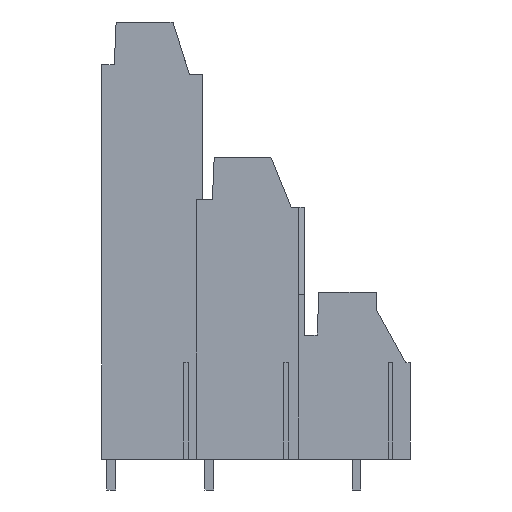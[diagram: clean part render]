
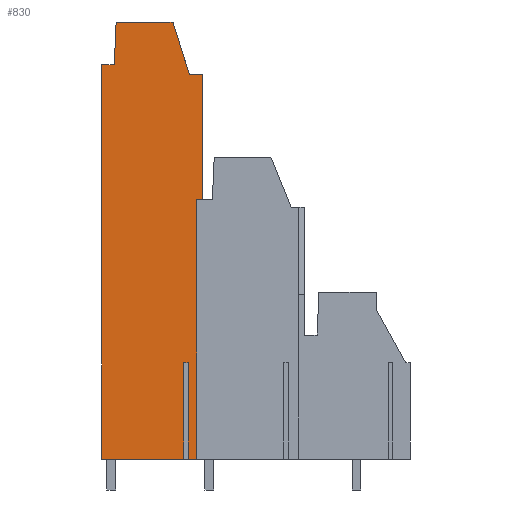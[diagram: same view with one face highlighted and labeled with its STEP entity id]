
A CAD part, left-side view. The second image highlights one B-rep face of the part: STEP entity #830.
In plain terms, the highlighted planar face has unit normal (-1, 0, 0).
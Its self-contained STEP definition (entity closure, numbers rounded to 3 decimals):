
#737=AXIS2_PLACEMENT_3D('Plane Axis2P3D',#734,#735,#736) ;
#107=CARTESIAN_POINT('Vertex',(2.54,24.592,48.47)) ;
#123=CARTESIAN_POINT('Vertex',(2.54,30.488,48.47)) ;
#126=CARTESIAN_POINT('Line Origine',(2.54,41.393,48.47)) ;
#341=CARTESIAN_POINT('Line Origine',(2.54,23.745,45.735)) ;
#345=CARTESIAN_POINT('Vertex',(2.54,22.898,43.)) ;
#708=CARTESIAN_POINT('Line Origine',(2.54,30.584,46.26)) ;
#712=CARTESIAN_POINT('Vertex',(2.54,30.681,44.05)) ;
#734=CARTESIAN_POINT('Axis2P3D Location',(2.54,21.84,31.2)) ;
#739=CARTESIAN_POINT('Line Origine',(2.54,21.811,30.05)) ;
#743=CARTESIAN_POINT('Vertex',(2.54,21.49,30.05)) ;
#745=CARTESIAN_POINT('Vertex',(2.54,22.131,30.05)) ;
#748=CARTESIAN_POINT('Line Origine',(2.54,21.49,36.525)) ;
#752=CARTESIAN_POINT('Vertex',(2.54,21.49,43.)) ;
#755=CARTESIAN_POINT('Line Origine',(2.54,22.194,43.)) ;
#760=CARTESIAN_POINT('Line Origine',(2.54,31.34,44.05)) ;
#764=CARTESIAN_POINT('Vertex',(2.54,32.,44.05)) ;
#767=CARTESIAN_POINT('Line Origine',(2.54,32.,23.625)) ;
#771=CARTESIAN_POINT('Vertex',(2.54,32.,3.2)) ;
#774=CARTESIAN_POINT('Line Origine',(2.54,27.738,3.2)) ;
#778=CARTESIAN_POINT('Vertex',(2.54,23.475,3.2)) ;
#781=CARTESIAN_POINT('Line Origine',(2.54,23.475,8.2)) ;
#785=CARTESIAN_POINT('Vertex',(2.54,23.475,13.2)) ;
#788=CARTESIAN_POINT('Line Origine',(2.54,23.25,13.2)) ;
#792=CARTESIAN_POINT('Vertex',(2.54,23.025,13.2)) ;
#795=CARTESIAN_POINT('Line Origine',(2.54,23.025,8.2)) ;
#799=CARTESIAN_POINT('Vertex',(2.54,23.025,3.2)) ;
#802=CARTESIAN_POINT('Line Origine',(2.54,22.578,3.2)) ;
#806=CARTESIAN_POINT('Vertex',(2.54,22.131,3.2)) ;
#809=CARTESIAN_POINT('Line Origine',(2.54,22.131,16.625)) ;
#127=DIRECTION('Vector Direction',(0.,1.,0.)) ;
#342=DIRECTION('Vector Direction',(0.,-0.296,-0.955)) ;
#709=DIRECTION('Vector Direction',(0.,0.044,-0.999)) ;
#735=DIRECTION('Axis2P3D Direction',(1.,0.,0.)) ;
#736=DIRECTION('Axis2P3D XDirection',(0.,1.,0.)) ;
#740=DIRECTION('Vector Direction',(0.,1.,0.)) ;
#749=DIRECTION('Vector Direction',(0.,0.,1.)) ;
#756=DIRECTION('Vector Direction',(0.,-1.,0.)) ;
#761=DIRECTION('Vector Direction',(0.,-1.,0.)) ;
#768=DIRECTION('Vector Direction',(0.,0.,1.)) ;
#775=DIRECTION('Vector Direction',(0.,1.,0.)) ;
#782=DIRECTION('Vector Direction',(0.,0.,1.)) ;
#789=DIRECTION('Vector Direction',(0.,-1.,0.)) ;
#796=DIRECTION('Vector Direction',(0.,0.,1.)) ;
#803=DIRECTION('Vector Direction',(0.,1.,0.)) ;
#810=DIRECTION('Vector Direction',(0.,0.,-1.)) ;
#128=VECTOR('Line Direction',#127,1.) ;
#343=VECTOR('Line Direction',#342,1.) ;
#710=VECTOR('Line Direction',#709,1.) ;
#741=VECTOR('Line Direction',#740,1.) ;
#750=VECTOR('Line Direction',#749,1.) ;
#757=VECTOR('Line Direction',#756,1.) ;
#762=VECTOR('Line Direction',#761,1.) ;
#769=VECTOR('Line Direction',#768,1.) ;
#776=VECTOR('Line Direction',#775,1.) ;
#783=VECTOR('Line Direction',#782,1.) ;
#790=VECTOR('Line Direction',#789,1.) ;
#797=VECTOR('Line Direction',#796,1.) ;
#804=VECTOR('Line Direction',#803,1.) ;
#811=VECTOR('Line Direction',#810,1.) ;
#815=ORIENTED_EDGE('',*,*,#747,.F.) ;
#816=ORIENTED_EDGE('',*,*,#754,.T.) ;
#817=ORIENTED_EDGE('',*,*,#759,.F.) ;
#818=ORIENTED_EDGE('',*,*,#347,.F.) ;
#819=ORIENTED_EDGE('',*,*,#130,.T.) ;
#820=ORIENTED_EDGE('',*,*,#714,.F.) ;
#821=ORIENTED_EDGE('',*,*,#766,.F.) ;
#822=ORIENTED_EDGE('',*,*,#773,.F.) ;
#823=ORIENTED_EDGE('',*,*,#780,.F.) ;
#824=ORIENTED_EDGE('',*,*,#787,.T.) ;
#825=ORIENTED_EDGE('',*,*,#794,.T.) ;
#826=ORIENTED_EDGE('',*,*,#801,.F.) ;
#827=ORIENTED_EDGE('',*,*,#808,.F.) ;
#828=ORIENTED_EDGE('',*,*,#813,.F.) ;
#830=ADVANCED_FACE('housing',(#829),#738,.F.) ;
#130=EDGE_CURVE('',#108,#124,#129,.T.) ;
#347=EDGE_CURVE('',#108,#346,#344,.T.) ;
#714=EDGE_CURVE('',#713,#124,#711,.F.) ;
#747=EDGE_CURVE('',#744,#746,#742,.T.) ;
#754=EDGE_CURVE('',#744,#753,#751,.T.) ;
#759=EDGE_CURVE('',#346,#753,#758,.T.) ;
#766=EDGE_CURVE('',#765,#713,#763,.T.) ;
#773=EDGE_CURVE('',#772,#765,#770,.T.) ;
#780=EDGE_CURVE('',#779,#772,#777,.T.) ;
#787=EDGE_CURVE('',#779,#786,#784,.T.) ;
#794=EDGE_CURVE('',#786,#793,#791,.T.) ;
#801=EDGE_CURVE('',#800,#793,#798,.T.) ;
#808=EDGE_CURVE('',#807,#800,#805,.T.) ;
#813=EDGE_CURVE('',#746,#807,#812,.T.) ;
#814=EDGE_LOOP('',(#815,#816,#817,#818,#819,#820,#821,#822,#823,#824,#825,#826,#827,#828)) ;
#829=FACE_OUTER_BOUND('',#814,.T.) ;
#129=LINE('Line',#126,#128) ;
#344=LINE('Line',#341,#343) ;
#711=LINE('Line',#708,#710) ;
#742=LINE('Line',#739,#741) ;
#751=LINE('Line',#748,#750) ;
#758=LINE('Line',#755,#757) ;
#763=LINE('Line',#760,#762) ;
#770=LINE('Line',#767,#769) ;
#777=LINE('Line',#774,#776) ;
#784=LINE('Line',#781,#783) ;
#791=LINE('Line',#788,#790) ;
#798=LINE('Line',#795,#797) ;
#805=LINE('Line',#802,#804) ;
#812=LINE('Line',#809,#811) ;
#738=PLANE('',#737) ;
#108=VERTEX_POINT('',#107) ;
#124=VERTEX_POINT('',#123) ;
#346=VERTEX_POINT('',#345) ;
#713=VERTEX_POINT('',#712) ;
#744=VERTEX_POINT('',#743) ;
#746=VERTEX_POINT('',#745) ;
#753=VERTEX_POINT('',#752) ;
#765=VERTEX_POINT('',#764) ;
#772=VERTEX_POINT('',#771) ;
#779=VERTEX_POINT('',#778) ;
#786=VERTEX_POINT('',#785) ;
#793=VERTEX_POINT('',#792) ;
#800=VERTEX_POINT('',#799) ;
#807=VERTEX_POINT('',#806) ;
